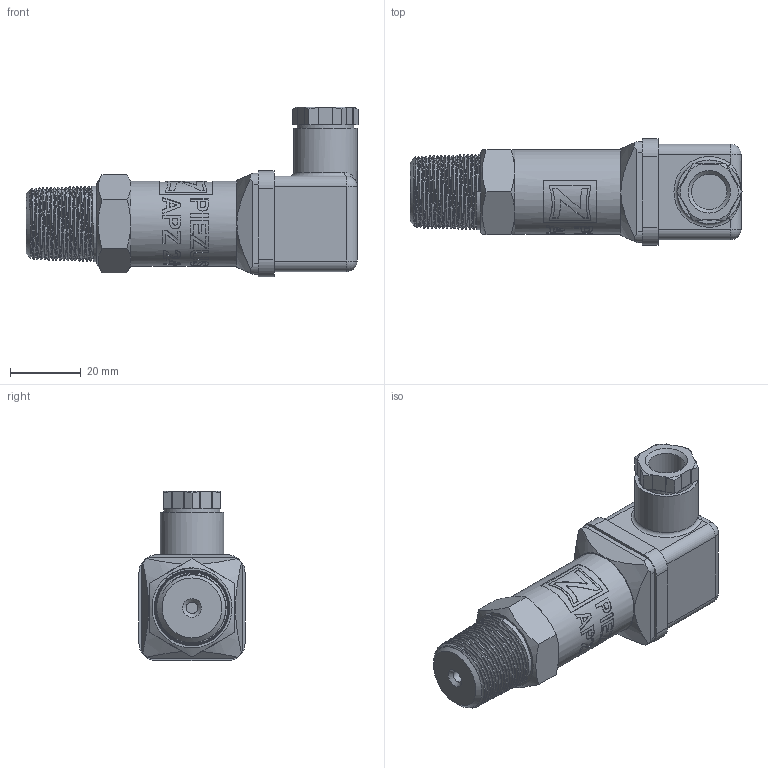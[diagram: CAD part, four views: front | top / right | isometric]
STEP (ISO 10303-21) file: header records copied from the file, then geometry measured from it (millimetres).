
FILE_DESCRIPTION(/* description */ (''),/* implementation_level */ '2;1');
FILE_NAME(/* name */ 'APZ2412_NPT1''2_DIN43650A.step',/* time_stamp */ '2021-06-11T16:46:52+03:00',/* author */ (''),/* organization */ (''),/* preprocessor_version */ 'ST-DEVELOPER v18.1',/* originating_system */ 'Autodesk Translation Framework v10.9.0.1377',/* authorisation */ '');
FILE_SCHEMA (('AUTOMOTIVE_DESIGN { 1 0 10303 214 3 1 1 }'));
Length unit declared in the file: millimetre
Products named in the file (10): APZ2412_NPT1'2_DIN43650A; NPT 1/2; DIN 43650A male Hirshmann square base v6; BODY; DKT32-01.300.000.01; DKT32-01.300.000.03; DKT32-01.300.000.01(1); 02DKT32-01.300.000.01(2); DKT32-01.300.000.01(3); DIN 43650A female part 28 mm high v6
Assembly tree (9 placements, depth 3):
  APZ2412_NPT1'2_DIN43650A
    NPT 1/2
    DIN 43650A male Hirshmann square base v6
      BODY
      DKT32-01.300.000.01
      DKT32-01.300.000.03
      DKT32-01.300.000.01(1)
      02DKT32-01.300.000.01(2)
      DKT32-01.300.000.01(3)
    DIN 43650A female part 28 mm high v6
Bounding box: 93.82 x 30 x 48 mm (x, y, z)
Volume: 52385.2 mm3; surface area: 19103.9 mm2
Topology: 8 solids, 10 shells, 967 faces, 2506 edges, 1626 vertices
Faces by surface type: plane 467, bspline 265, cylinder 177, cone 51, sphere 6, torus 1
Full cylindrical faces by diameter (mm): 1.5 x4, 1.8 x1, 2.2 x1, 2.459 x1, 2.537 x16, 2.579 x1, 2.938 x11, 3.3 x1, 4.5 x1, 4.8 x4, 5 x1, 5.887 x1, 6 x3, 7.8 x1, 8 x1, 8.5 x1, 10 x1, 16 x1, 18 x1, 19.8 x1, 21 x1, 21.8 x8, 22.6 x8, 24 x1
Entity records: 61551 total; most frequent: CARTESIAN_POINT 39123, ORIENTED_EDGE 4998, DIRECTION 3788, EDGE_CURVE 2503, VERTEX_POINT 1626, LINE 1560, VECTOR 1560, AXIS2_PLACEMENT_3D 1114
